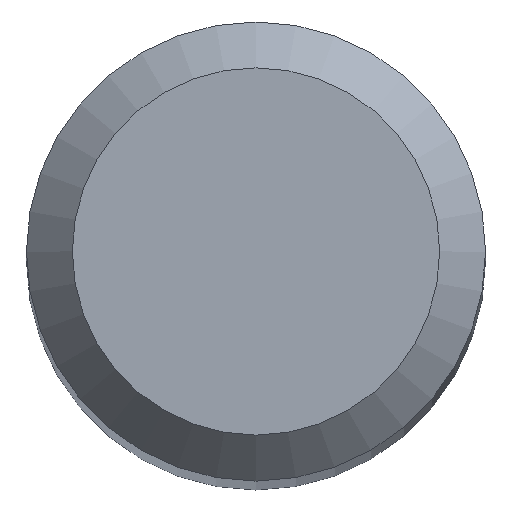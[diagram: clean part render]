
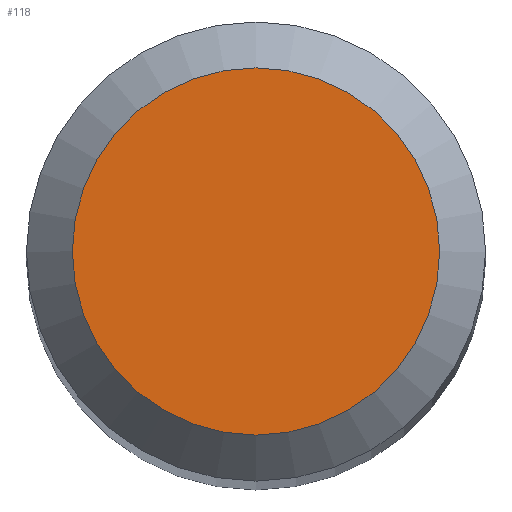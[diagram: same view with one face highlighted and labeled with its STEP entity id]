
A CAD part, top view. The second image highlights one B-rep face of the part: STEP entity #118.
In plain terms, the highlighted planar face has unit normal (0, 0, 1).
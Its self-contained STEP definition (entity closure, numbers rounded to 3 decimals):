
#1 = DIRECTION ( 'NONE',  ( 0., 1., 0. ) ) ;
#36 = VERTEX_POINT ( 'NONE', #258 ) ;
#64 = EDGE_LOOP ( 'NONE', ( #145 ) ) ;
#75 = FACE_OUTER_BOUND ( 'NONE', #64, .T. ) ;
#94 = DIRECTION ( 'NONE',  ( 0., 0., -1. ) ) ;
#108 = EDGE_CURVE ( 'NONE', #36, #36, #238, .T. ) ;
#111 = CARTESIAN_POINT ( 'NONE',  ( 0., 0., 61. ) ) ;
#118 = ADVANCED_FACE ( 'NONE', ( #75 ), #247, .F. ) ;
#132 = DIRECTION ( 'NONE',  ( 0., 1., 0. ) ) ;
#145 = ORIENTED_EDGE ( 'NONE', *, *, #108, .F. ) ;
#160 = CARTESIAN_POINT ( 'NONE',  ( 0., 0., 61. ) ) ;
#191 = AXIS2_PLACEMENT_3D ( 'NONE', #160, #94, #132 ) ;
#234 = AXIS2_PLACEMENT_3D ( 'NONE', #111, #235, #1 ) ;
#235 = DIRECTION ( 'NONE',  ( 0., 0., -1. ) ) ;
#238 = CIRCLE ( 'NONE', #234, 1.2 ) ;
#247 = PLANE ( 'NONE',  #191 ) ;
#258 = CARTESIAN_POINT ( 'NONE',  ( 0., 1.2, 61. ) ) ;
